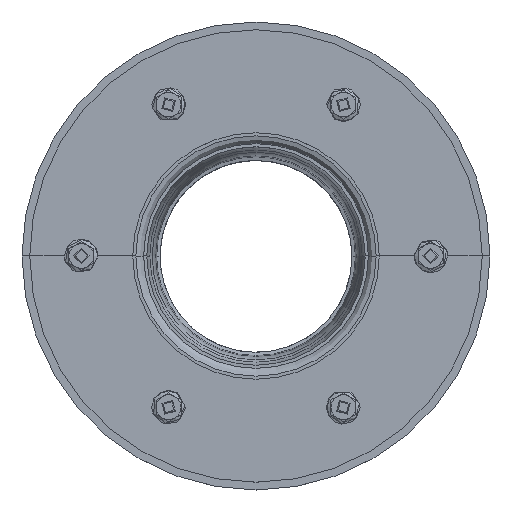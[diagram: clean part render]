
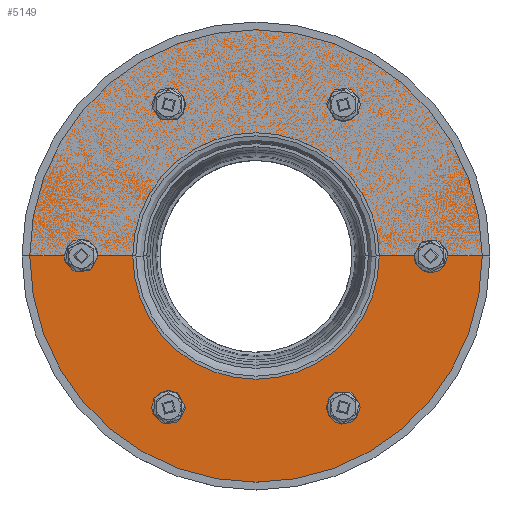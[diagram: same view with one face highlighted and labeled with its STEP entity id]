
A CAD part, top view. The second image highlights one B-rep face of the part: STEP entity #5149.
In plain terms, the highlighted planar face has unit normal (0, 0, 1).
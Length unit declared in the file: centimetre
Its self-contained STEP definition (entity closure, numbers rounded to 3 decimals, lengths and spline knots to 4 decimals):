
#804=FACE_BOUND('',#1914,.T.);
#805=FACE_BOUND('',#1915,.T.);
#806=FACE_BOUND('',#1916,.T.);
#807=FACE_BOUND('',#1917,.T.);
#808=FACE_BOUND('',#1918,.T.);
#809=FACE_BOUND('',#1919,.T.);
#810=FACE_BOUND('',#1920,.T.);
#1693=FACE_OUTER_BOUND('',#1913,.T.);
#1913=EDGE_LOOP('',(#4790));
#1914=EDGE_LOOP('',(#4791));
#1915=EDGE_LOOP('',(#4792));
#1916=EDGE_LOOP('',(#4793));
#1917=EDGE_LOOP('',(#4794));
#1918=EDGE_LOOP('',(#4795));
#1919=EDGE_LOOP('',(#4796));
#1920=EDGE_LOOP('',(#4797));
#2360=CIRCLE('',#5772,7.);
#2361=CIRCLE('',#5774,7.);
#2362=CIRCLE('',#5776,7.);
#2363=CIRCLE('',#5778,79.);
#2364=CIRCLE('',#5780,7.);
#2365=CIRCLE('',#5782,7.);
#2366=CIRCLE('',#5784,7.);
#2367=CIRCLE('',#5786,145.);
#3470=VERTEX_POINT('',#10303);
#3471=VERTEX_POINT('',#10307);
#3472=VERTEX_POINT('',#10311);
#3473=VERTEX_POINT('',#10315);
#3474=VERTEX_POINT('',#10319);
#3475=VERTEX_POINT('',#10323);
#3476=VERTEX_POINT('',#10327);
#3477=VERTEX_POINT('',#10331);
#3909=EDGE_CURVE('',#3470,#3470,#2360,.T.);
#3911=EDGE_CURVE('',#3471,#3471,#2361,.T.);
#3913=EDGE_CURVE('',#3472,#3472,#2362,.T.);
#3915=EDGE_CURVE('',#3473,#3473,#2363,.T.);
#3917=EDGE_CURVE('',#3474,#3474,#2364,.T.);
#3919=EDGE_CURVE('',#3475,#3475,#2365,.T.);
#3921=EDGE_CURVE('',#3476,#3476,#2366,.T.);
#3923=EDGE_CURVE('',#3477,#3477,#2367,.T.);
#4790=ORIENTED_EDGE('',*,*,#3923,.T.);
#4791=ORIENTED_EDGE('',*,*,#3921,.T.);
#4792=ORIENTED_EDGE('',*,*,#3919,.T.);
#4793=ORIENTED_EDGE('',*,*,#3917,.T.);
#4794=ORIENTED_EDGE('',*,*,#3915,.T.);
#4795=ORIENTED_EDGE('',*,*,#3913,.T.);
#4796=ORIENTED_EDGE('',*,*,#3911,.T.);
#4797=ORIENTED_EDGE('',*,*,#3909,.T.);
#4976=PLANE('',#5787);
#5149=ADVANCED_FACE('',(#1693,#804,#805,#806,#807,#808,#809,#810),#4976,
 .T.);
#5772=AXIS2_PLACEMENT_3D('',#10304,#7415,#7416);
#5774=AXIS2_PLACEMENT_3D('',#10308,#7420,#7421);
#5776=AXIS2_PLACEMENT_3D('',#10312,#7425,#7426);
#5778=AXIS2_PLACEMENT_3D('',#10316,#7430,#7431);
#5780=AXIS2_PLACEMENT_3D('',#10320,#7435,#7436);
#5782=AXIS2_PLACEMENT_3D('',#10324,#7440,#7441);
#5784=AXIS2_PLACEMENT_3D('',#10328,#7445,#7446);
#5786=AXIS2_PLACEMENT_3D('',#10332,#7450,#7451);
#5787=AXIS2_PLACEMENT_3D('',#10334,#7453,#7454);
#7415=DIRECTION('center_axis',(0.,0.,-1.));
#7416=DIRECTION('ref_axis',(0.,-1.,0.));
#7420=DIRECTION('center_axis',(0.,0.,-1.));
#7421=DIRECTION('ref_axis',(0.,-1.,0.));
#7425=DIRECTION('center_axis',(0.,0.,-1.));
#7426=DIRECTION('ref_axis',(0.,-1.,0.));
#7430=DIRECTION('center_axis',(0.,0.,-1.));
#7431=DIRECTION('ref_axis',(0.,-1.,0.));
#7435=DIRECTION('center_axis',(0.,0.,-1.));
#7436=DIRECTION('ref_axis',(0.,1.,0.));
#7440=DIRECTION('center_axis',(0.,0.,-1.));
#7441=DIRECTION('ref_axis',(0.,-1.,0.));
#7445=DIRECTION('center_axis',(0.,0.,-1.));
#7446=DIRECTION('ref_axis',(0.,-1.,0.));
#7450=DIRECTION('center_axis',(0.,0.,1.));
#7451=DIRECTION('ref_axis',(0.,-1.,0.));
#7453=DIRECTION('center_axis',(0.,0.,1.));
#7454=DIRECTION('ref_axis',(0.,-1.,0.));
#10303=CARTESIAN_POINT('',(-112.,7.,79.));
#10304=CARTESIAN_POINT('Origin',(-112.,0.,79.));
#10307=CARTESIAN_POINT('',(-56.,-89.9948,79.));
#10308=CARTESIAN_POINT('Origin',(-56.,-96.9948,79.));
#10311=CARTESIAN_POINT('',(56.,-89.9948,79.));
#10312=CARTESIAN_POINT('Origin',(56.,-96.9948,79.));
#10315=CARTESIAN_POINT('',(0.,79.,79.));
#10316=CARTESIAN_POINT('Origin',(0.,0.,79.));
#10319=CARTESIAN_POINT('',(112.,-7.,79.));
#10320=CARTESIAN_POINT('Origin',(112.,0.,79.));
#10323=CARTESIAN_POINT('',(56.,103.9948,79.));
#10324=CARTESIAN_POINT('Origin',(56.,96.9948,79.));
#10327=CARTESIAN_POINT('',(-56.,103.9948,79.));
#10328=CARTESIAN_POINT('Origin',(-56.,96.9948,79.));
#10331=CARTESIAN_POINT('',(0.,-145.,79.));
#10332=CARTESIAN_POINT('Origin',(0.,0.,79.));
#10334=CARTESIAN_POINT('Origin',(0.,0.,
79.));
